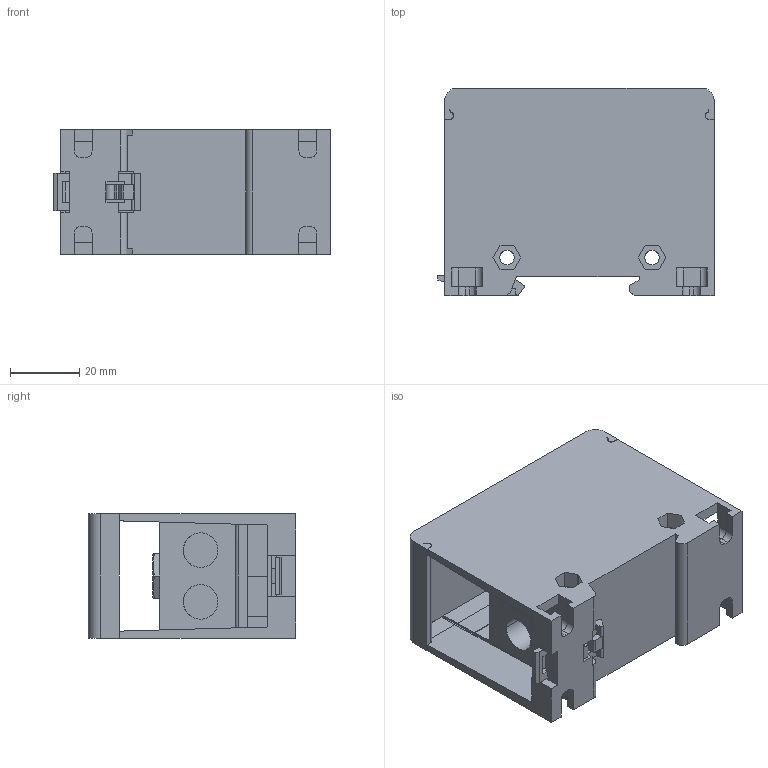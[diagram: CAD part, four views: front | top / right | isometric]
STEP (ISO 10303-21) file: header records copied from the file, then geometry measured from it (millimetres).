
FILE_DESCRIPTION((''),'2;1');
FILE_NAME('ASM0001_ASM','2024-01-19T',('dell'),(''),'PRO/ENGINEER BY PARAMETRIC TECHNOLOGY CORPORATION, 2013230','PRO/ENGINEER BY PARAMETRIC TECHNOLOGY CORPORATION, 2013230','');
FILE_SCHEMA(('AUTOMOTIVE_DESIGN { 1 0 10303 214 1 1 1 1 }'));
Length unit declared in the file: millimetre
Products named in the file (1): ASM0001_ASM
Bounding box: 80 x 60.05 x 36 mm (x, y, z)
Volume: 75132.5 mm3; surface area: 36589.6 mm2
Topology: 1 solids, 9 shells, 384 faces, 1128 edges, 743 vertices
Faces by surface type: plane 303, cylinder 67, cone 8, bspline 4, torus 2
Entity records: 13482 total; most frequent: CARTESIAN_POINT 2700, ORIENTED_EDGE 2256, DIRECTION 1986, EDGE_CURVE 1128, VECTOR 926, LINE 926, VERTEX_POINT 743, AXIS2_PLACEMENT_3D 530
